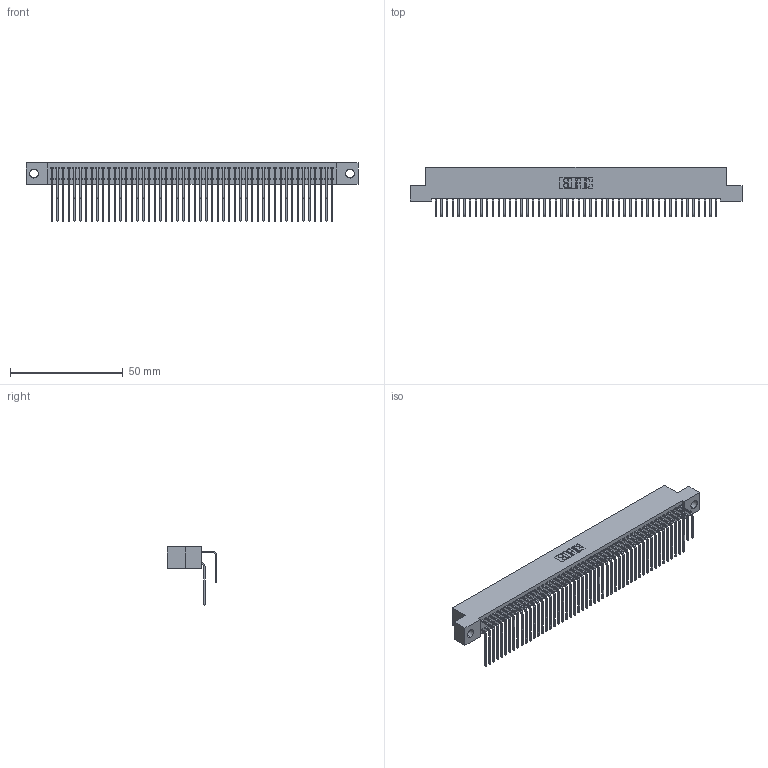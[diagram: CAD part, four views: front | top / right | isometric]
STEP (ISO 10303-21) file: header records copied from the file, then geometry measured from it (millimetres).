
FILE_DESCRIPTION (( 'STEP AP203' ), '1' );
FILE_NAME ('392-100-558-204.STEP', '2019-10-09T21:05:50', ( '' ), ( '' ), 'SwSTEP 2.0', 'SolidWorks 2016', '' );
FILE_SCHEMA (( 'CONFIG_CONTROL_DESIGN' ));
Length unit declared in the file: inch
Products named in the file (4): 342 Part_.156 TH; 345-292-001_558 559 Tail - 1; 345-292-001_558 Tail - 2; 392-100-558-204
Assembly tree (101 placements, depth 2):
  392-100-558-204
    342 Part_.156 TH
    345-292-001_558 559 Tail - 1  x50
    345-292-001_558 Tail - 2  x50
Bounding box: 147.32 x 21.91 x 25.78 mm (x, y, z)
Volume: 13764.4 mm3; surface area: 25035.9 mm2
Topology: 101 solids, 101 shells, 5510 faces, 16399 edges, 10798 vertices
Faces by surface type: plane 3866, cylinder 1644
Entity records: 32787 total; most frequent: CARTESIAN_POINT 5473, ORIENTED_EDGE 5358, DIRECTION 4643, EDGE_CURVE 2679, LINE 2511, VECTOR 2511, VERTEX_POINT 1782, AXIS2_PLACEMENT_3D 1066
